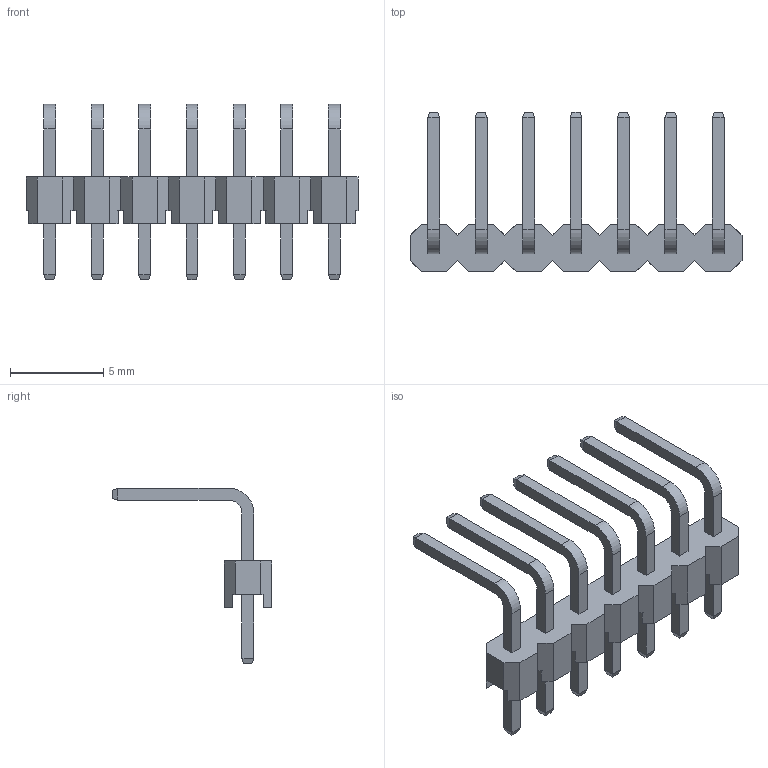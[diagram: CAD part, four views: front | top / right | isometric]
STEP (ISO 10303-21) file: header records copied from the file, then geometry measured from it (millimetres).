
FILE_DESCRIPTION(('STEP AP214'), '1');
FILE_NAME('PLS-RU', '', ('UNSPECIFIED'), ('UNSPECIFIED'), 'ASCON STEP Converter 1.6', 'ASCON Math Kernel', '');
FILE_SCHEMA(('AUTOMOTIVE_DESIGN { 1 0 10303 214 3 1 1}'));
Length unit declared in the file: millimetre
Bounding box: 17.78 x 8.52 x 9.39 mm (x, y, z)
Volume: 120.1 mm3; surface area: 457.6 mm2
Topology: 1 solids, 1 shells, 228 faces, 580 edges, 368 vertices
Faces by surface type: plane 214, cylinder 14
Entity records: 8548 total; most frequent: CARTESIAN_POINT 1177, ORIENTED_EDGE 1160, DIRECTION 1066, EDGE_CURVE 580, LINE 552, VECTOR 552, VERTEX_POINT 368, AXIS2_PLACEMENT_3D 257
